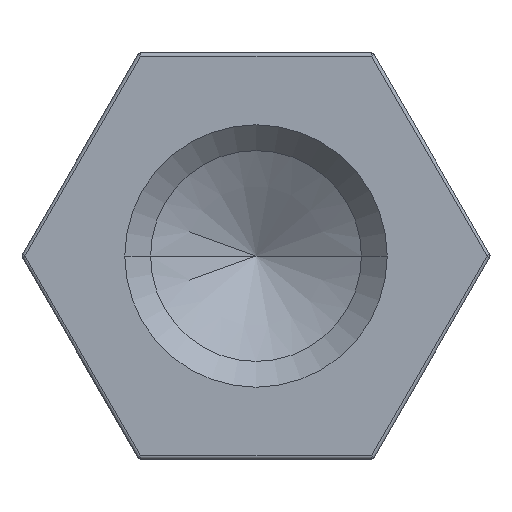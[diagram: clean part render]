
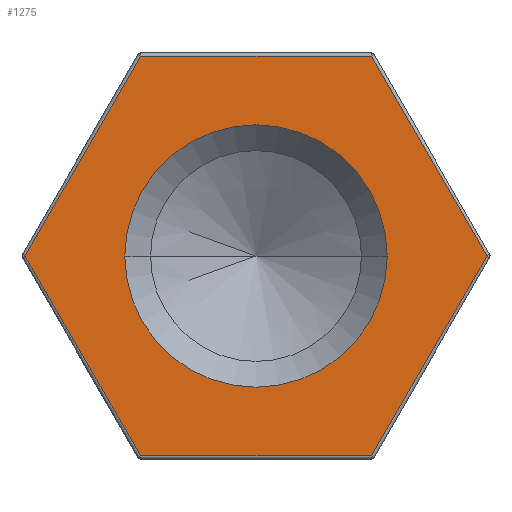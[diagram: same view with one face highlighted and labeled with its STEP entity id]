
A CAD part, left-side view. The second image highlights one B-rep face of the part: STEP entity #1275.
In plain terms, the highlighted planar face has unit normal (-1, 0, 0).
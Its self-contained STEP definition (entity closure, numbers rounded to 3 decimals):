
#6 = DIRECTION ( 'NONE',  ( 0., 1., 0. ) ) ;
#9 = AXIS2_PLACEMENT_3D ( 'NONE', #681, #680, #678 ) ;
#12 = CARTESIAN_POINT ( 'NONE',  ( 0., 0., 6.4 ) ) ;
#19 = DIRECTION ( 'NONE',  ( 0., 0.5, -0.866 ) ) ;
#25 = DIRECTION ( 'NONE',  ( 0., -0.5, -0.866 ) ) ;
#32 = CARTESIAN_POINT ( 'NONE',  ( 0., 5.543, -3.2 ) ) ;
#73 = CARTESIAN_POINT ( 'NONE',  ( 0., 3.695, -6.4 ) ) ;
#83 = CARTESIAN_POINT ( 'NONE',  ( 0., 5.543, 3.2 ) ) ;
#91 = AXIS2_PLACEMENT_3D ( 'NONE', #661, #641, #633 ) ;
#105 = CARTESIAN_POINT ( 'NONE',  ( 0., 4.2, 0. ) ) ;
#124 = DIRECTION ( 'NONE',  ( 0., -1., 0. ) ) ;
#147 = CARTESIAN_POINT ( 'NONE',  ( 0., -7.39, 0. ) ) ;
#187 = CARTESIAN_POINT ( 'NONE',  ( 0., -5.543, -3.2 ) ) ;
#190 = CARTESIAN_POINT ( 'NONE',  ( 0., 0., -6.4 ) ) ;
#215 = EDGE_CURVE ( 'NONE', #707, #891, #563, .T. ) ;
#227 = EDGE_CURVE ( 'NONE', #687, #1269, #584, .T. ) ;
#250 = AXIS2_PLACEMENT_3D ( 'NONE', #263, #494, #1426 ) ;
#255 = EDGE_CURVE ( 'NONE', #1278, #707, #524, .T. ) ;
#259 = EDGE_CURVE ( 'NONE', #748, #1278, #523, .T. ) ;
#263 = CARTESIAN_POINT ( 'NONE',  ( 0., 0., 0. ) ) ;
#266 = EDGE_CURVE ( 'NONE', #954, #748, #505, .T. ) ;
#267 = CIRCLE ( 'NONE', #9, 4.2 ) ;
#269 = EDGE_CURVE ( 'NONE', #1102, #954, #518, .T. ) ;
#274 = EDGE_CURVE ( 'NONE', #891, #1102, #501, .T. ) ;
#394 = EDGE_CURVE ( 'NONE', #1269, #687, #267, .T. ) ;
#490 = VECTOR ( 'NONE', #6, 1000. ) ;
#492 = VECTOR ( 'NONE', #19, 1000. ) ;
#494 = DIRECTION ( 'NONE',  ( 1., 0., 0. ) ) ;
#501 = LINE ( 'NONE', #12, #490 ) ;
#503 = VECTOR ( 'NONE', #25, 1000. ) ;
#505 = LINE ( 'NONE', #32, #503 ) ;
#509 = VECTOR ( 'NONE', #124, 1000. ) ;
#513 = VECTOR ( 'NONE', #522, 1000. ) ;
#518 = LINE ( 'NONE', #83, #492 ) ;
#522 = DIRECTION ( 'NONE',  ( 0., -0.5, 0.866 ) ) ;
#523 = LINE ( 'NONE', #190, #509 ) ;
#524 = LINE ( 'NONE', #187, #513 ) ;
#561 = VECTOR ( 'NONE', #1150, 1000. ) ;
#563 = LINE ( 'NONE', #736, #561 ) ;
#584 = CIRCLE ( 'NONE', #91, 4.2 ) ;
#633 = DIRECTION ( 'NONE',  ( 0., 1., 0. ) ) ;
#641 = DIRECTION ( 'NONE',  ( 1., 0., 0. ) ) ;
#661 = CARTESIAN_POINT ( 'NONE',  ( 0., 0., 0. ) ) ;
#678 = DIRECTION ( 'NONE',  ( 0., 1., 0. ) ) ;
#680 = DIRECTION ( 'NONE',  ( 1., 0., 0. ) ) ;
#681 = CARTESIAN_POINT ( 'NONE',  ( 0., 0., 0. ) ) ;
#687 = VERTEX_POINT ( 'NONE', #105 ) ;
#707 = VERTEX_POINT ( 'NONE', #147 ) ;
#736 = CARTESIAN_POINT ( 'NONE',  ( 0., -5.543, 3.2 ) ) ;
#746 = EDGE_LOOP ( 'NONE', ( #920, #930, #932, #951, #953, #967 ) ) ;
#748 = VERTEX_POINT ( 'NONE', #73 ) ;
#799 = CARTESIAN_POINT ( 'NONE',  ( 0., -3.695, -6.4 ) ) ;
#805 = EDGE_LOOP ( 'NONE', ( #968, #985 ) ) ;
#835 = FACE_BOUND ( 'NONE', #805, .T. ) ;
#853 = CARTESIAN_POINT ( 'NONE',  ( 0., 7.39, 0. ) ) ;
#867 = CARTESIAN_POINT ( 'NONE',  ( 0., -4.2, 0. ) ) ;
#891 = VERTEX_POINT ( 'NONE', #939 ) ;
#920 = ORIENTED_EDGE ( 'NONE', *, *, #215, .T. ) ;
#930 = ORIENTED_EDGE ( 'NONE', *, *, #274, .T. ) ;
#932 = ORIENTED_EDGE ( 'NONE', *, *, #269, .T. ) ;
#939 = CARTESIAN_POINT ( 'NONE',  ( 0., -3.695, 6.4 ) ) ;
#951 = ORIENTED_EDGE ( 'NONE', *, *, #266, .T. ) ;
#953 = ORIENTED_EDGE ( 'NONE', *, *, #259, .T. ) ;
#954 = VERTEX_POINT ( 'NONE', #853 ) ;
#967 = ORIENTED_EDGE ( 'NONE', *, *, #255, .T. ) ;
#968 = ORIENTED_EDGE ( 'NONE', *, *, #227, .T. ) ;
#985 = ORIENTED_EDGE ( 'NONE', *, *, #394, .T. ) ;
#1102 = VERTEX_POINT ( 'NONE', #1345 ) ;
#1150 = DIRECTION ( 'NONE',  ( 0., 0.5, 0.866 ) ) ;
#1269 = VERTEX_POINT ( 'NONE', #867 ) ;
#1275 = ADVANCED_FACE ( 'NONE', ( #1386, #835 ), #1430, .F. ) ;
#1278 = VERTEX_POINT ( 'NONE', #799 ) ;
#1345 = CARTESIAN_POINT ( 'NONE',  ( 0., 3.695, 6.4 ) ) ;
#1386 = FACE_OUTER_BOUND ( 'NONE', #746, .T. ) ;
#1426 = DIRECTION ( 'NONE',  ( 0., 1., 0. ) ) ;
#1430 = PLANE ( 'NONE',  #250 ) ;
